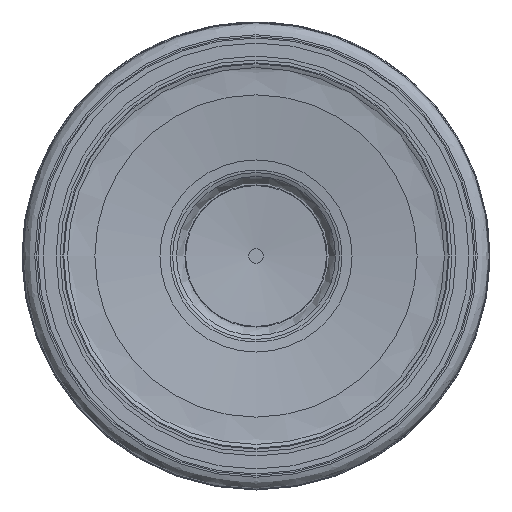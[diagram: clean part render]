
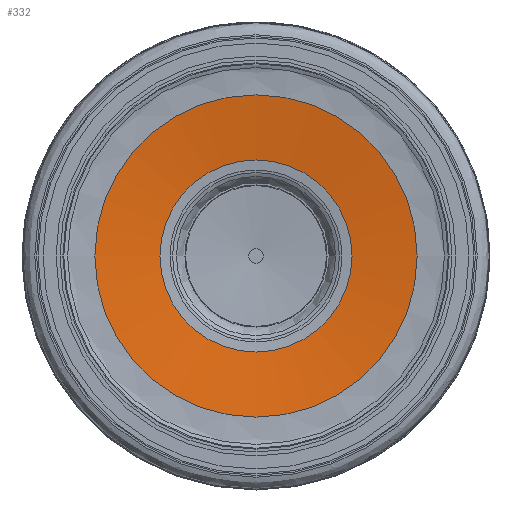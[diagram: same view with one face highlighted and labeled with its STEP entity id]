
A CAD part, left-side view. The second image highlights one B-rep face of the part: STEP entity #332.
In plain terms, the highlighted face is a revolution surface.
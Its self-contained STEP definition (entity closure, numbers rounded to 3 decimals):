
#61=SURFACE_OF_REVOLUTION('',#217,#122);
#122=AXIS1_PLACEMENT('',#1874,#1387);
#217=B_SPLINE_CURVE_WITH_KNOTS('',5,(#1858,#1859,#1860,#1861,#1862,#1863,
#1864,#1865,#1866,#1867,#1868,#1869,#1870,#1871,#1872,#1873),
 .UNSPECIFIED.,.F.,.F.,(6,1,1,1,1,1,1,1,1,1,1,6),(0.,0.081,
0.196,0.311,0.426,0.541,
0.656,0.732,0.77,0.833,
0.885,1.),.UNSPECIFIED.);
#332=ADVANCED_FACE('',(#457,#458),#61,.F.);
#457=FACE_BOUND('',#614,.T.);
#458=FACE_BOUND('',#615,.T.);
#614=EDGE_LOOP('',(#792));
#615=EDGE_LOOP('',(#793));
#792=ORIENTED_EDGE('',*,*,#998,.T.);
#793=ORIENTED_EDGE('',*,*,#997,.F.);
#908=VERTEX_POINT('',#1848);
#909=VERTEX_POINT('',#1857);
#997=EDGE_CURVE('',#908,#908,#1073,.T.);
#998=EDGE_CURVE('',#909,#909,#1074,.T.);
#1073=CIRCLE('',#1174,5.129);
#1074=CIRCLE('',#1175,8.608);
#1174=AXIS2_PLACEMENT_3D('',#1847,#1382,#1383);
#1175=AXIS2_PLACEMENT_3D('',#1856,#1385,#1386);
#1382=DIRECTION('',(-1.,0.,0.));
#1383=DIRECTION('',(0.,0.,1.));
#1385=DIRECTION('',(-1.,0.,0.));
#1386=DIRECTION('',(0.,0.,1.));
#1387=DIRECTION('',(-1.,0.,0.));
#1847=CARTESIAN_POINT('',(-97.34,0.,0.));
#1848=CARTESIAN_POINT('',(-97.34,0.,5.129));
#1856=CARTESIAN_POINT('',(-97.788,0.,0.));
#1857=CARTESIAN_POINT('',(-97.788,0.,8.608));
#1858=CARTESIAN_POINT('',(-97.34,-5.129,0.));
#1859=CARTESIAN_POINT('',(-97.347,-5.186,0.));
#1860=CARTESIAN_POINT('',(-97.364,-5.322,0.));
#1861=CARTESIAN_POINT('',(-97.391,-5.539,0.));
#1862=CARTESIAN_POINT('',(-97.429,-5.836,0.));
#1863=CARTESIAN_POINT('',(-97.48,-6.212,0.));
#1864=CARTESIAN_POINT('',(-97.535,-6.611,0.));
#1865=CARTESIAN_POINT('',(-97.588,-6.983,0.));
#1866=CARTESIAN_POINT('',(-97.633,-7.302,0.));
#1867=CARTESIAN_POINT('',(-97.675,-7.585,0.));
#1868=CARTESIAN_POINT('',(-97.71,-7.825,0.));
#1869=CARTESIAN_POINT('',(-97.743,-8.065,0.));
#1870=CARTESIAN_POINT('',(-97.765,-8.251,0.));
#1871=CARTESIAN_POINT('',(-97.78,-8.412,0.));
#1872=CARTESIAN_POINT('',(-97.786,-8.528,0.));
#1873=CARTESIAN_POINT('',(-97.788,-8.608,0.));
#1874=CARTESIAN_POINT('',(0.,0.,0.));
